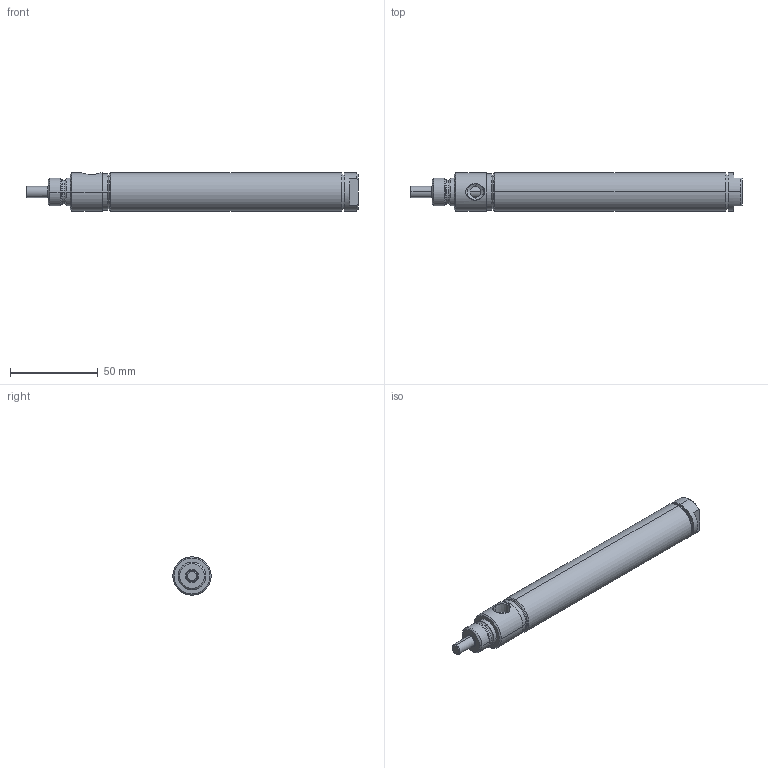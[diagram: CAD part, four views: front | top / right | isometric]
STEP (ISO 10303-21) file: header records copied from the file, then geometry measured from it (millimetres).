
FILE_DESCRIPTION (( 'STEP AP203' ), '1' );
FILE_NAME ('F12040DN.step', '2021-11-04T15:23:07', ( '' ), ( '' ), 'SwSTEP 2.0', 'SolidWorks 2021', '' );
FILE_SCHEMA (( 'CONFIG_CONTROL_DESIGN' ));
Length unit declared in the file: millimetre
Products named in the file (5): F12040DN; F12040DN_9; F12040DN_5; F12040DN_7; F12040DN_3
Assembly tree (4 placements, depth 2):
  F12040DN
    F12040DN_3
    F12040DN_5
    F12040DN_7
    F12040DN_9
Bounding box: 189.71 x 21.84 x 21.84 mm (x, y, z)
Volume: 34933.8 mm3; surface area: 29100.4 mm2
Topology: 4 solids, 4 shells, 124 faces, 264 edges, 158 vertices
Faces by surface type: cone 52, cylinder 46, plane 22, torus 4
Entity records: 4009 total; most frequent: CARTESIAN_POINT 704, DIRECTION 662, ORIENTED_EDGE 528, AXIS2_PLACEMENT_3D 280, EDGE_CURVE 264, VERTEX_POINT 158, CIRCLE 149, EDGE_LOOP 142
